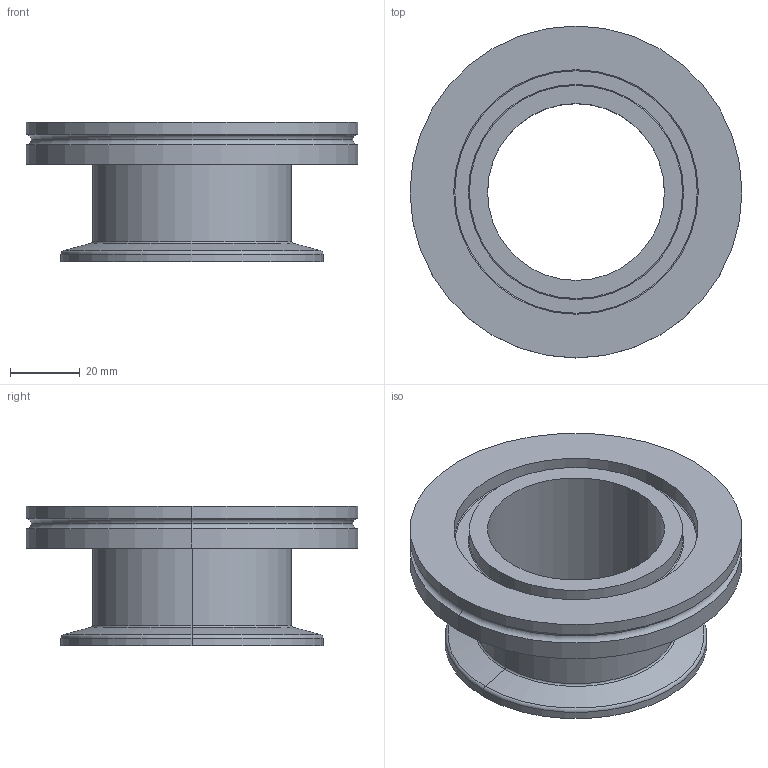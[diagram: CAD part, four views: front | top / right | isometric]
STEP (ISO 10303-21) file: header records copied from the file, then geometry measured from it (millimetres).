
FILE_DESCRIPTION (( 'STEP AP214' ), '1' );
FILE_NAME ('320RRG063-050-40.stp', '2017-06-01T09:35:12', ( '' ), ( '' ), 'SwSTEP 2.0', 'SolidWorks 2015', '' );
FILE_SCHEMA (( 'AUTOMOTIVE_DESIGN' ));
Length unit declared in the file: millimetre
Products named in the file (1): 320RRG063-050-40
Bounding box: 95 x 95 x 40 mm (x, y, z)
Volume: 75286.6 mm3; surface area: 32336.6 mm2
Topology: 1 solids, 1 shells, 47 faces, 94 edges, 56 vertices
Faces by surface type: cylinder 22, torus 14, plane 9, cone 2
Entity records: 1793 total; most frequent: DIRECTION 260, CARTESIAN_POINT 198, ORIENTED_EDGE 188, AXIS2_PLACEMENT_3D 118, EDGE_CURVE 94, CIRCLE 70, VERTEX_POINT 56, EDGE_LOOP 56
